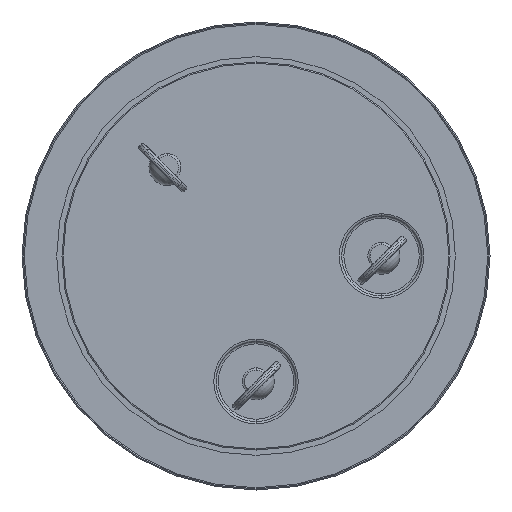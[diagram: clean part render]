
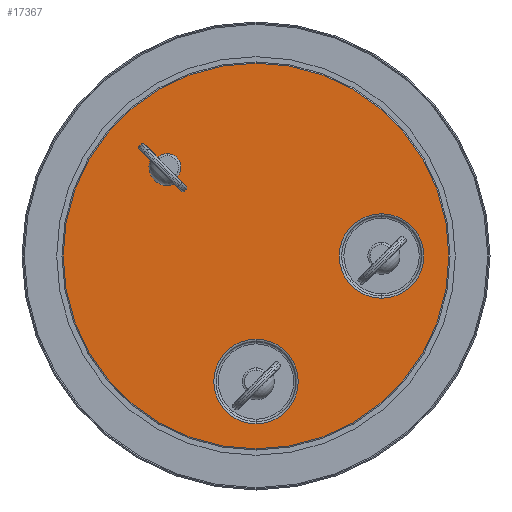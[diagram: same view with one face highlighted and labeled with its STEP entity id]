
A CAD part, front view. The second image highlights one B-rep face of the part: STEP entity #17367.
In plain terms, the highlighted planar face has unit normal (0, -1, 0).
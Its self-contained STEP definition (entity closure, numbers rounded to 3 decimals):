
#214 = PLANE ( 'NONE',  #1657 ) ;
#902 = ORIENTED_EDGE ( 'NONE', *, *, #7691, .T. ) ;
#1051 = CARTESIAN_POINT ( 'NONE',  ( 0., 0., -3.65 ) ) ;
#1054 = CIRCLE ( 'NONE', #11297, 1.85 ) ;
#1466 = AXIS2_PLACEMENT_3D ( 'NONE', #12010, #3447, #13424 ) ;
#1647 = VERTEX_POINT ( 'NONE', #1051 ) ;
#1657 = AXIS2_PLACEMENT_3D ( 'NONE', #11667, #3117, #13067 ) ;
#2021 = FACE_BOUND ( 'NONE', #6819, .T. ) ;
#2082 = VERTEX_POINT ( 'NONE', #10238 ) ;
#2162 = CIRCLE ( 'NONE', #1466, 8.449 ) ;
#2163 = ORIENTED_EDGE ( 'NONE', *, *, #8935, .T. ) ;
#2274 = CIRCLE ( 'NONE', #17595, 1.85 ) ;
#2489 = FACE_BOUND ( 'NONE', #13790, .T. ) ;
#2519 = CARTESIAN_POINT ( 'NONE',  ( 5.5, 0., 0. ) ) ;
#2655 = CARTESIAN_POINT ( 'NONE',  ( 5.5, 0., 1.85 ) ) ;
#2859 = CARTESIAN_POINT ( 'NONE',  ( -3.889, 0., 3.289 ) ) ;
#3117 = DIRECTION ( 'NONE',  ( 0., 1., 0. ) ) ;
#3447 = DIRECTION ( 'NONE',  ( 0., -1., 0. ) ) ;
#3698 = CARTESIAN_POINT ( 'NONE',  ( 0., 0., 8.449 ) ) ;
#3712 = VERTEX_POINT ( 'NONE', #3698 ) ;
#3915 = DIRECTION ( 'NONE',  ( 0., 0., 1. ) ) ;
#4385 = VERTEX_POINT ( 'NONE', #2859 ) ;
#5571 = EDGE_CURVE ( 'NONE', #3712, #2082, #8433, .T. ) ;
#5693 = DIRECTION ( 'NONE',  ( 0., 1., 0. ) ) ;
#6122 = CARTESIAN_POINT ( 'NONE',  ( 0., 0., 0. ) ) ;
#6130 = CARTESIAN_POINT ( 'NONE',  ( 5.5, 0., -1.85 ) ) ;
#6187 = ORIENTED_EDGE ( 'NONE', *, *, #15062, .T. ) ;
#6521 = DIRECTION ( 'NONE',  ( 0., 1., 0. ) ) ;
#6819 = EDGE_LOOP ( 'NONE', ( #7422, #902 ) ) ;
#7039 = EDGE_LOOP ( 'NONE', ( #13510, #16340 ) ) ;
#7093 = DIRECTION ( 'NONE',  ( 0., 1., 0. ) ) ;
#7422 = ORIENTED_EDGE ( 'NONE', *, *, #10085, .T. ) ;
#7524 = VERTEX_POINT ( 'NONE', #7559 ) ;
#7528 = DIRECTION ( 'NONE',  ( 0., 0., 1. ) ) ;
#7559 = CARTESIAN_POINT ( 'NONE',  ( -3.889, 0., 4.489 ) ) ;
#7691 = EDGE_CURVE ( 'NONE', #16916, #8393, #2274, .T. ) ;
#8238 = CARTESIAN_POINT ( 'NONE',  ( 0., 0., -5.5 ) ) ;
#8393 = VERTEX_POINT ( 'NONE', #2655 ) ;
#8426 = EDGE_LOOP ( 'NONE', ( #14116, #2163 ) ) ;
#8433 = CIRCLE ( 'NONE', #14328, 8.449 ) ;
#8454 = DIRECTION ( 'NONE',  ( 0., 1., 0. ) ) ;
#8935 = EDGE_CURVE ( 'NONE', #10482, #1647, #17039, .T. ) ;
#9677 = DIRECTION ( 'NONE',  ( 0., 0., 1. ) ) ;
#10085 = EDGE_CURVE ( 'NONE', #8393, #16916, #16525, .T. ) ;
#10238 = CARTESIAN_POINT ( 'NONE',  ( 0., 0., -8.449 ) ) ;
#10482 = VERTEX_POINT ( 'NONE', #13144 ) ;
#11297 = AXIS2_PLACEMENT_3D ( 'NONE', #8238, #18233, #9677 ) ;
#11667 = CARTESIAN_POINT ( 'NONE',  ( 0., 0., 0. ) ) ;
#11835 = ORIENTED_EDGE ( 'NONE', *, *, #14835, .T. ) ;
#12010 = CARTESIAN_POINT ( 'NONE',  ( 0., 0., 0. ) ) ;
#12320 = AXIS2_PLACEMENT_3D ( 'NONE', #2519, #12488, #3915 ) ;
#12488 = DIRECTION ( 'NONE',  ( 0., 1., 0. ) ) ;
#12539 = AXIS2_PLACEMENT_3D ( 'NONE', #15630, #7093, #17082 ) ;
#13067 = DIRECTION ( 'NONE',  ( 0., 0., 1. ) ) ;
#13144 = CARTESIAN_POINT ( 'NONE',  ( 0., 0., -7.35 ) ) ;
#13366 = AXIS2_PLACEMENT_3D ( 'NONE', #14267, #5693, #15660 ) ;
#13399 = FACE_OUTER_BOUND ( 'NONE', #7039, .T. ) ;
#13424 = DIRECTION ( 'NONE',  ( 0., 0., 1. ) ) ;
#13510 = ORIENTED_EDGE ( 'NONE', *, *, #5571, .T. ) ;
#13790 = EDGE_LOOP ( 'NONE', ( #6187, #11835 ) ) ;
#14116 = ORIENTED_EDGE ( 'NONE', *, *, #15532, .T. ) ;
#14267 = CARTESIAN_POINT ( 'NONE',  ( -3.889, 0., 3.889 ) ) ;
#14328 = AXIS2_PLACEMENT_3D ( 'NONE', #6122, #16071, #7528 ) ;
#14835 = EDGE_CURVE ( 'NONE', #4385, #7524, #17314, .T. ) ;
#15033 = CARTESIAN_POINT ( 'NONE',  ( 5.5, 0., 0. ) ) ;
#15062 = EDGE_CURVE ( 'NONE', #7524, #4385, #15089, .T. ) ;
#15089 = CIRCLE ( 'NONE', #16450, 0.6 ) ;
#15282 = EDGE_CURVE ( 'NONE', #2082, #3712, #2162, .T. ) ;
#15532 = EDGE_CURVE ( 'NONE', #1647, #10482, #1054, .T. ) ;
#15630 = CARTESIAN_POINT ( 'NONE',  ( 0., 0., -5.5 ) ) ;
#15660 = DIRECTION ( 'NONE',  ( 0., 0., 1. ) ) ;
#16071 = DIRECTION ( 'NONE',  ( 0., -1., 0. ) ) ;
#16340 = ORIENTED_EDGE ( 'NONE', *, *, #15282, .T. ) ;
#16450 = AXIS2_PLACEMENT_3D ( 'NONE', #16993, #8454, #18447 ) ;
#16469 = DIRECTION ( 'NONE',  ( 0., 0., 1. ) ) ;
#16525 = CIRCLE ( 'NONE', #12320, 1.85 ) ;
#16916 = VERTEX_POINT ( 'NONE', #6130 ) ;
#16993 = CARTESIAN_POINT ( 'NONE',  ( -3.889, 0., 3.889 ) ) ;
#17039 = CIRCLE ( 'NONE', #12539, 1.85 ) ;
#17082 = DIRECTION ( 'NONE',  ( 0., 0., 1. ) ) ;
#17222 = FACE_BOUND ( 'NONE', #8426, .T. ) ;
#17314 = CIRCLE ( 'NONE', #13366, 0.6 ) ;
#17367 = ADVANCED_FACE ( 'NONE', ( #2489, #13399, #2021, #17222 ), #214, .F. ) ;
#17595 = AXIS2_PLACEMENT_3D ( 'NONE', #15033, #6521, #16469 ) ;
#18233 = DIRECTION ( 'NONE',  ( 0., 1., 0. ) ) ;
#18447 = DIRECTION ( 'NONE',  ( 0., 0., 1. ) ) ;
